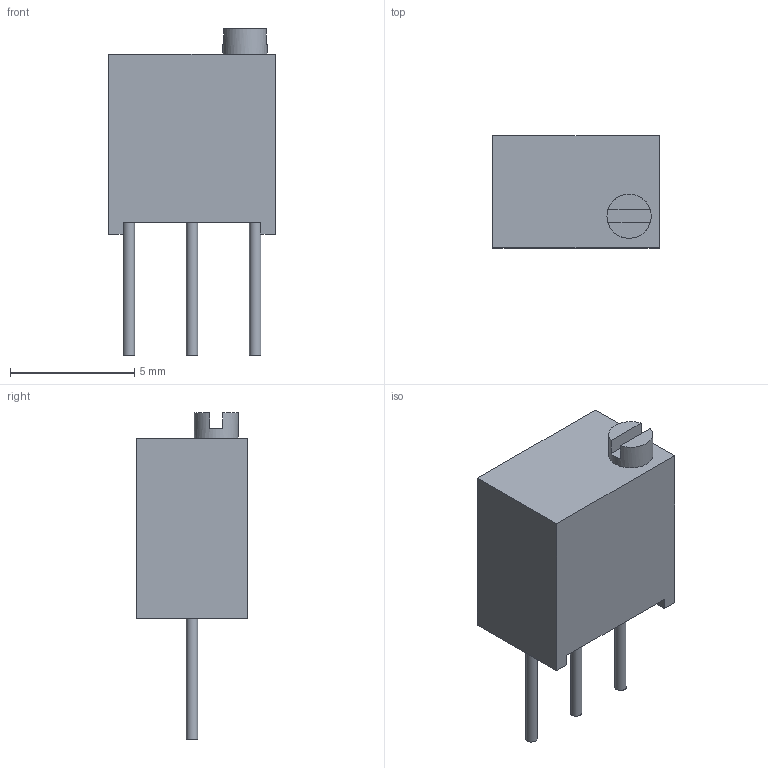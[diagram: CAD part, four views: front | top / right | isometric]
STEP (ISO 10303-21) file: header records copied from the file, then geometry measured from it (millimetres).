
FILE_DESCRIPTION(('FreeCAD Model'),'2;1');
FILE_NAME('Potentiometer_Bourns_3266Y_Vertical.step' ,'2019-01-13T01:34:11',('kicad StepUp'),('ksu MCAD'), 'Open CASCADE STEP processor 7.3','FreeCAD','Unknown');
FILE_SCHEMA(('AUTOMOTIVE_DESIGN { 1 0 10303 214 1 1 1 1 }'));
Length unit declared in the file: millimetre
Products named in the file (1): Potentiometer_Bourns_3266Y_Vertical
Bounding box: 6.71 x 4.5 x 13.14 mm (x, y, z)
Volume: 211.8 mm3; surface area: 252.1 mm2
Topology: 1 solids, 1 shells, 22 faces, 56 edges, 36 vertices
Faces by surface type: plane 18, cylinder 4
Full cylindrical faces by diameter (mm): 0.46 x3, 1.78 x1
Entity records: 469 total; most frequent: ORIENTED_EDGE 84, CARTESIAN_POINT 63, EDGE_CURVE 54, LINE 36, VERTEX_POINT 35, FACE_BOUND 26, EDGE_LOOP 26, AXIS2_PLACEMENT_3D 23
